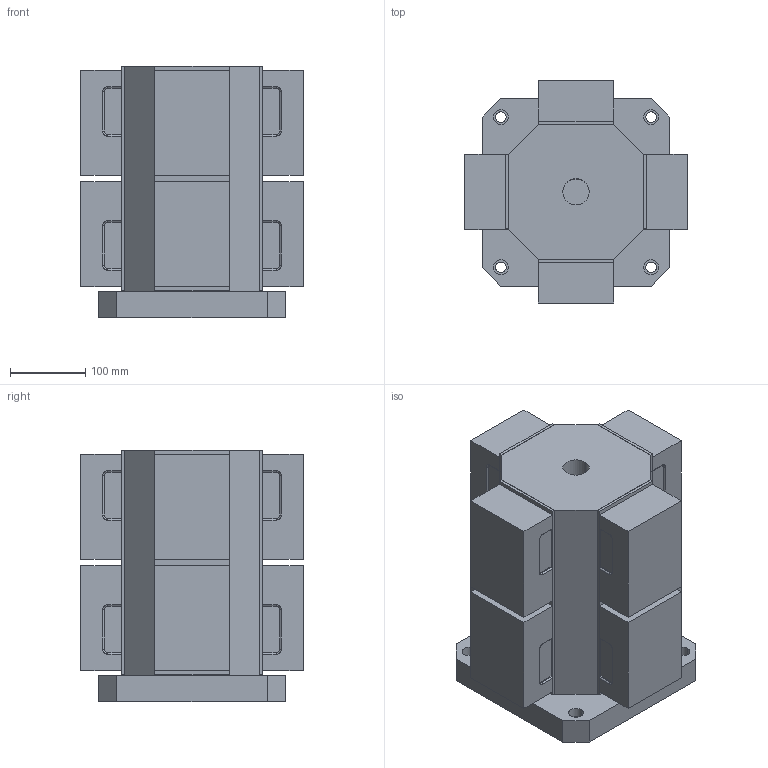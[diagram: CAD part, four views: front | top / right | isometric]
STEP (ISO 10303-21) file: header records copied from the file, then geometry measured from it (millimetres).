
FILE_DESCRIPTION (( 'STEP AP203' ), '1' );
FILE_NAME ('1030.STEP', '2025-03-15T09:00:13', ( '微软用户' ), ( '微软中国' ), 'SwSTEP 2.0', 'SolidWorks 2016', '' );
FILE_SCHEMA (( 'CONFIG_CONTROL_DESIGN' ));
Length unit declared in the file: millimetre
Products named in the file (7): 1030; Assem2_2; 3; 2; Assem3_2; 5; 4
Assembly tree (10 placements, depth 4):
  1030
    4
    5
    Assem2_2  x4
      3
      Assem3_2
        2
Bounding box: 296 x 296 x 335 mm (x, y, z)
Volume: 16935535.2 mm3; surface area: 1102738.7 mm2
Topology: 14 solids, 14 shells, 390 faces, 990 edges, 632 vertices
Faces by surface type: plane 196, cylinder 154, bspline 32, cone 8
Entity records: 4745 total; most frequent: CARTESIAN_POINT 731, DIRECTION 706, ORIENTED_EDGE 624, EDGE_CURVE 312, AXIS2_PLACEMENT_3D 259, VERTEX_POINT 204, LINE 188, VECTOR 188
